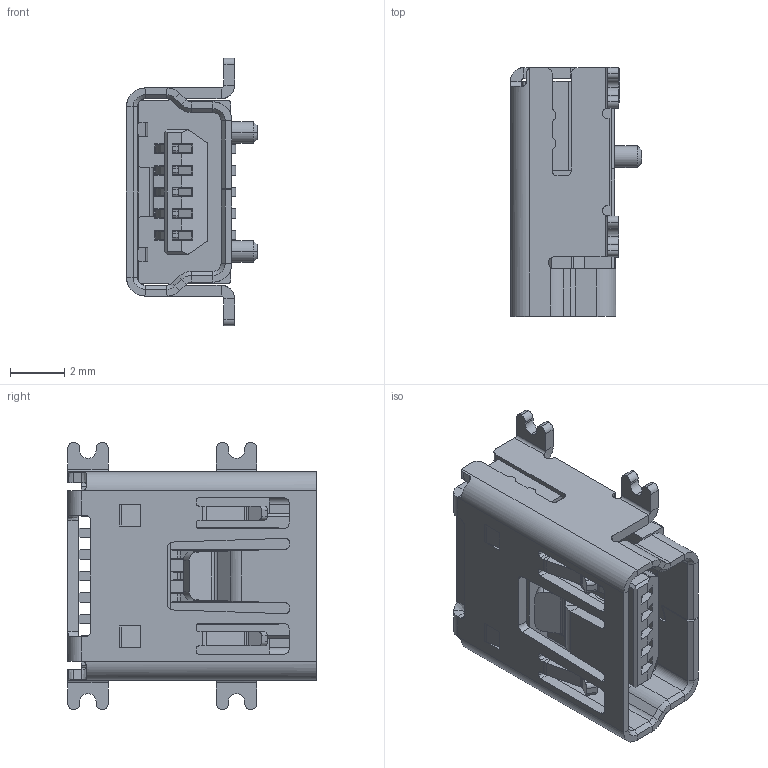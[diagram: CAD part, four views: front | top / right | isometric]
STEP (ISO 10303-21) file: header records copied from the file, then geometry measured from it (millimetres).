
FILE_DESCRIPTION(('STEP AP242'),'1');
FILE_NAME('usb_a-usb_b-m5-smd-c.stp','2021-06-25T22:48:33',('TraceParts'),('TraceParts S.A.'),'Spatial InterOp 3D',' ',' ');
FILE_SCHEMA(('AP242_MANAGED_MODEL_BASED_3D_ENGINEERING_MIM_LF {1 0 10303 442 1 1 4}'));
Length unit declared in the file: millimetre
Products named in the file (1): usb_a-usb_b-m5-smd-c
Bounding box: 4.85 x 9.2 x 9.9 mm (x, y, z)
Volume: 143.6 mm3; surface area: 698.9 mm2
Topology: 1 solids, 1 shells, 854 faces, 2475 edges, 1566 vertices
Faces by surface type: plane 532, cylinder 294, bspline 16, cone 12
Entity records: 28228 total; most frequent: CARTESIAN_POINT 5410, ORIENTED_EDGE 4950, DIRECTION 4671, EDGE_CURVE 2475, LINE 1813, VECTOR 1813, VERTEX_POINT 1566, AXIS2_PLACEMENT_3D 1429
